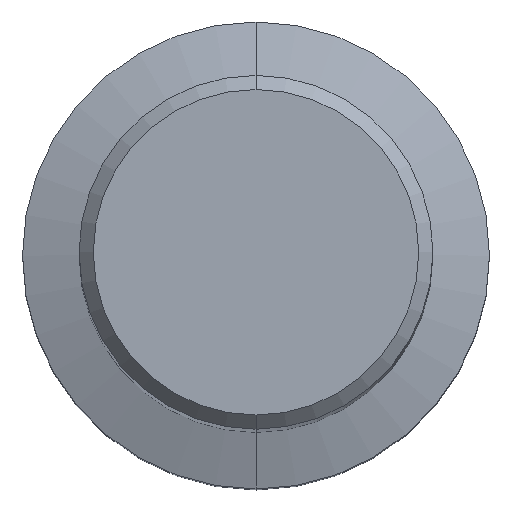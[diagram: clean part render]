
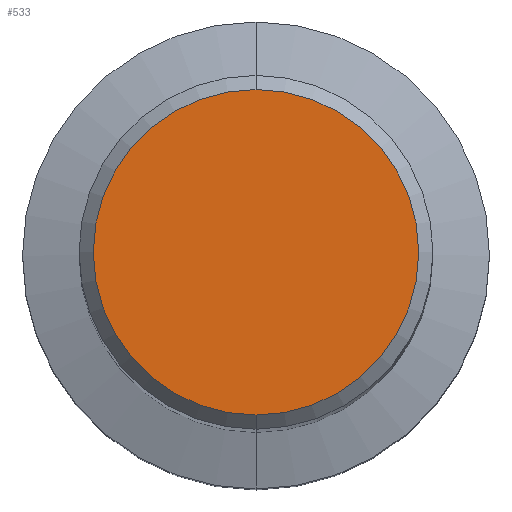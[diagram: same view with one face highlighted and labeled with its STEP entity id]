
A CAD part, top view. The second image highlights one B-rep face of the part: STEP entity #533.
In plain terms, the highlighted planar face has unit normal (0, 0, 1).
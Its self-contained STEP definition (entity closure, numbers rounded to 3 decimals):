
#327=EDGE_CURVE('',#403,#341,#698,.T.);
#341=VERTEX_POINT('',#715);
#403=VERTEX_POINT('',#781);
#503=EDGE_CURVE('',#341,#403,#889,.T.);
#533=ADVANCED_FACE('',(#924),#925,.T.);
#698=CIRCLE('',#1265,11.5);
#715=CARTESIAN_POINT('',(0.,-11.5,0.0));
#781=CARTESIAN_POINT('',(0.0,11.5,0.0));
#889=CIRCLE('',#1746,11.5);
#924=FACE_OUTER_BOUND('',#1802,.T.);
#925=PLANE('',#1803);
#1265=AXIS2_PLACEMENT_3D('',#1984,#1985,#1986);
#1746=AXIS2_PLACEMENT_3D('',#2178,#2179,#2180);
#1802=EDGE_LOOP('',(#2234,#2235));
#1803=AXIS2_PLACEMENT_3D('',#2236,#2237,#2238);
#1984=CARTESIAN_POINT('',(0.0,0.0,0.0));
#1985=DIRECTION('',(0.0,0.0,-1.0));
#1986=DIRECTION('',(0.0,1.0,0.0));
#2178=CARTESIAN_POINT('',(0.0,0.0,0.0));
#2179=DIRECTION('',(0.0,0.0,-1.0));
#2180=DIRECTION('',(0.0,1.0,0.0));
#2234=ORIENTED_EDGE('',*,*,#327,.F.);
#2235=ORIENTED_EDGE('',*,*,#503,.F.);
#2236=CARTESIAN_POINT('',(0.0,5.75,0.0));
#2237=DIRECTION('',(-0.0,0.0,1.0));
#2238=DIRECTION('',(0.0,-1.0,0.0));
